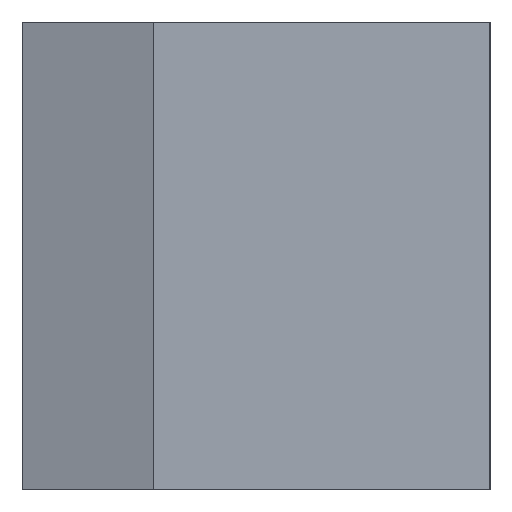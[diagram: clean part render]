
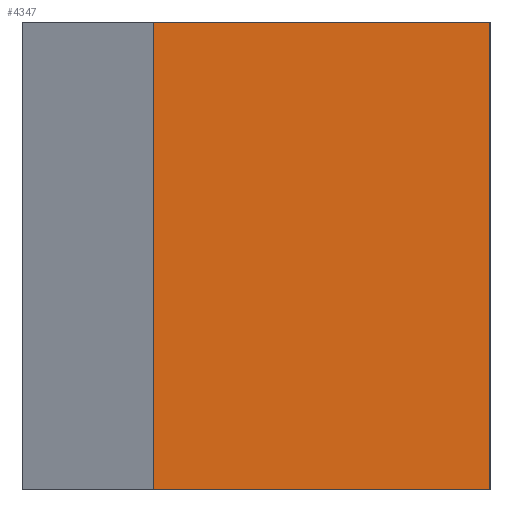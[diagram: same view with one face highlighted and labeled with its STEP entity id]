
A CAD part, left-side view. The second image highlights one B-rep face of the part: STEP entity #4347.
In plain terms, the highlighted planar face has unit normal (-1, 0, 0).
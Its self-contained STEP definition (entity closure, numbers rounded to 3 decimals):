
#24=ORIENTED_EDGE('',*,*,#1320,.T.);
#25=ORIENTED_EDGE('',*,*,#1321,.F.);
#26=ORIENTED_EDGE('',*,*,#1322,.F.);
#27=ORIENTED_EDGE('',*,*,#1317,.T.);
#1317=EDGE_CURVE('',#1966,#1965,#2397,.T.);
#1320=EDGE_CURVE('',#1965,#1968,#2400,.T.);
#1321=EDGE_CURVE('',#1969,#1968,#2401,.T.);
#1322=EDGE_CURVE('',#1966,#1969,#2402,.T.);
#1965=VERTEX_POINT('',#5885);
#1966=VERTEX_POINT('',#5887);
#1968=VERTEX_POINT('',#5893);
#1969=VERTEX_POINT('',#5895);
#2397=LINE('',#5886,#3045);
#2400=LINE('',#5892,#3048);
#2401=LINE('',#5894,#3049);
#2402=LINE('',#5896,#3050);
#3045=VECTOR('',#4800,1000.);
#3048=VECTOR('',#4805,1000.);
#3049=VECTOR('',#4806,1000.);
#3050=VECTOR('',#4807,1000.);
#3693=EDGE_LOOP('',(#24,#25,#26,#27));
#3911=FACE_BOUND('',#3693,.T.);
#4129=PLANE('',#4578);
#4347=ADVANCED_FACE('',(#3911),#4129,.F.);
#4578=AXIS2_PLACEMENT_3D('',#5891,#4803,#4804);
#4800=DIRECTION('',(0.,0.,-1.));
#4803=DIRECTION('',(1.,0.,0.));
#4804=DIRECTION('',(0.,0.,-1.));
#4805=DIRECTION('',(0.,-1.,0.));
#4806=DIRECTION('',(0.,0.,-1.));
#4807=DIRECTION('',(0.,-1.,0.));
#5885=CARTESIAN_POINT('',(0.,8.625,-6.));
#5886=CARTESIAN_POINT('',(0.,8.625,6.));
#5887=CARTESIAN_POINT('',(0.,8.625,6.));
#5891=CARTESIAN_POINT('',(0.,8.625,6.));
#5892=CARTESIAN_POINT('',(0.,8.625,-6.));
#5893=CARTESIAN_POINT('',(0.,0.,-6.));
#5894=CARTESIAN_POINT('',(0.,0.,6.));
#5895=CARTESIAN_POINT('',(0.,0.,6.));
#5896=CARTESIAN_POINT('',(0.,8.625,6.));
